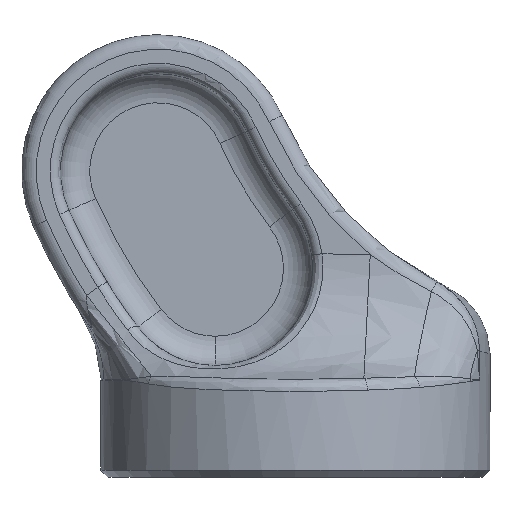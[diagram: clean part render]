
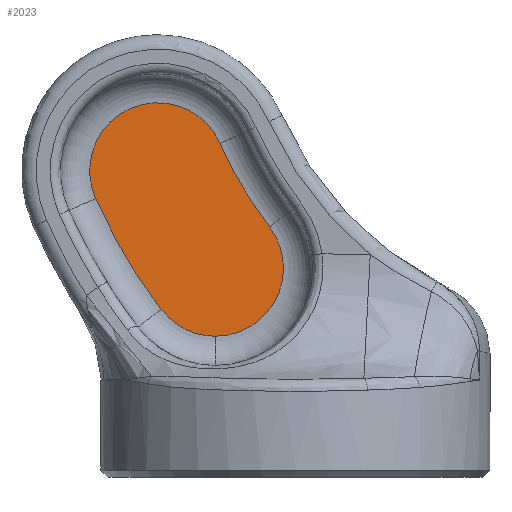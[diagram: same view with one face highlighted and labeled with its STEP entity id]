
A CAD part, front view. The second image highlights one B-rep face of the part: STEP entity #2023.
In plain terms, the highlighted planar face has unit normal (0, -1, 0).
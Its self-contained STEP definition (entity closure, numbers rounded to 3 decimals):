
#84 = VERTEX_POINT ( 'NONE', #1288 ) ;
#305 = CARTESIAN_POINT ( 'NONE',  ( -24.121, -12.9, 24.348 ) ) ;
#313 = CARTESIAN_POINT ( 'NONE',  ( -78.541, -12.9, -17.089 ) ) ;
#342 = CARTESIAN_POINT ( 'NONE',  ( -78.959, -12.9, 0. ) ) ;
#411 = DIRECTION ( 'NONE',  ( 0., 0., -1. ) ) ;
#609 = VERTEX_POINT ( 'NONE', #3970 ) ;
#641 = AXIS2_PLACEMENT_3D ( 'NONE', #919, #4649, #936 ) ;
#654 = EDGE_CURVE ( 'NONE', #609, #2292, #1956, .T. ) ;
#919 = CARTESIAN_POINT ( 'NONE',  ( -71.858, -12.9, -12. ) ) ;
#936 = DIRECTION ( 'NONE',  ( 0., 0., -1. ) ) ;
#1114 = DIRECTION ( 'NONE',  ( 0., 1., 0. ) ) ;
#1130 = VERTEX_POINT ( 'NONE', #1693 ) ;
#1251 = EDGE_CURVE ( 'NONE', #2292, #84, #1865, .T. ) ;
#1288 = CARTESIAN_POINT ( 'NONE',  ( -71.858, -12.9, -20.4 ) ) ;
#1375 = AXIS2_PLACEMENT_3D ( 'NONE', #342, #3647, #411 ) ;
#1444 = DIRECTION ( 'NONE',  ( 0., 1., 0. ) ) ;
#1447 = EDGE_CURVE ( 'NONE', #3965, #1130, #4360, .T. ) ;
#1454 = DIRECTION ( 'NONE',  ( 0., -1., 0. ) ) ;
#1693 = CARTESIAN_POINT ( 'NONE',  ( -86.636, -12.9, -3.409 ) ) ;
#1865 = CIRCLE ( 'NONE', #4613, 8.4 ) ;
#1883 = ORIENTED_EDGE ( 'NONE', *, *, #1447, .F. ) ;
#1956 = CIRCLE ( 'NONE', #2025, 51.6 ) ;
#2023 = ADVANCED_FACE ( 'NONE', ( #4129 ), #4100, .T. ) ;
#2025 = AXIS2_PLACEMENT_3D ( 'NONE', #305, #4770, #3271 ) ;
#2147 = ORIENTED_EDGE ( 'NONE', *, *, #1251, .F. ) ;
#2251 = AXIS2_PLACEMENT_3D ( 'NONE', #4600, #1114, #3002 ) ;
#2292 = VERTEX_POINT ( 'NONE', #4282 ) ;
#2398 = EDGE_CURVE ( 'NONE', #1130, #609, #3706, .T. ) ;
#2563 = DIRECTION ( 'NONE',  ( 0., 0., -1. ) ) ;
#2816 = ORIENTED_EDGE ( 'NONE', *, *, #2398, .F. ) ;
#3002 = DIRECTION ( 'NONE',  ( 0., 0., -1. ) ) ;
#3271 = DIRECTION ( 'NONE',  ( 0., 0., -1. ) ) ;
#3405 = CARTESIAN_POINT ( 'NONE',  ( -47.989, -12.9, 6.174 ) ) ;
#3454 = CIRCLE ( 'NONE', #641, 8.4 ) ;
#3633 = ORIENTED_EDGE ( 'NONE', *, *, #654, .F. ) ;
#3645 = CARTESIAN_POINT ( 'NONE',  ( -71.858, -12.9, -12. ) ) ;
#3647 = DIRECTION ( 'NONE',  ( 0., 1., 0. ) ) ;
#3706 = CIRCLE ( 'NONE', #1375, 8.4 ) ;
#3869 = AXIS2_PLACEMENT_3D ( 'NONE', #3405, #1454, #2563 ) ;
#3965 = VERTEX_POINT ( 'NONE', #313 ) ;
#3970 = CARTESIAN_POINT ( 'NONE',  ( -71.281, -12.9, 3.409 ) ) ;
#4036 = DIRECTION ( 'NONE',  ( 0., 0., -1. ) ) ;
#4100 = PLANE ( 'NONE',  #3869 ) ;
#4129 = FACE_OUTER_BOUND ( 'NONE', #4555, .T. ) ;
#4182 = ORIENTED_EDGE ( 'NONE', *, *, #4640, .F. ) ;
#4282 = CARTESIAN_POINT ( 'NONE',  ( -65.175, -12.9, -6.911 ) ) ;
#4360 = CIRCLE ( 'NONE', #2251, 68.4 ) ;
#4555 = EDGE_LOOP ( 'NONE', ( #2816, #1883, #4182, #2147, #3633 ) ) ;
#4600 = CARTESIAN_POINT ( 'NONE',  ( -24.121, -12.9, 24.348 ) ) ;
#4613 = AXIS2_PLACEMENT_3D ( 'NONE', #3645, #1444, #4036 ) ;
#4640 = EDGE_CURVE ( 'NONE', #84, #3965, #3454, .T. ) ;
#4649 = DIRECTION ( 'NONE',  ( 0., 1., 0. ) ) ;
#4770 = DIRECTION ( 'NONE',  ( 0., -1., 0. ) ) ;
